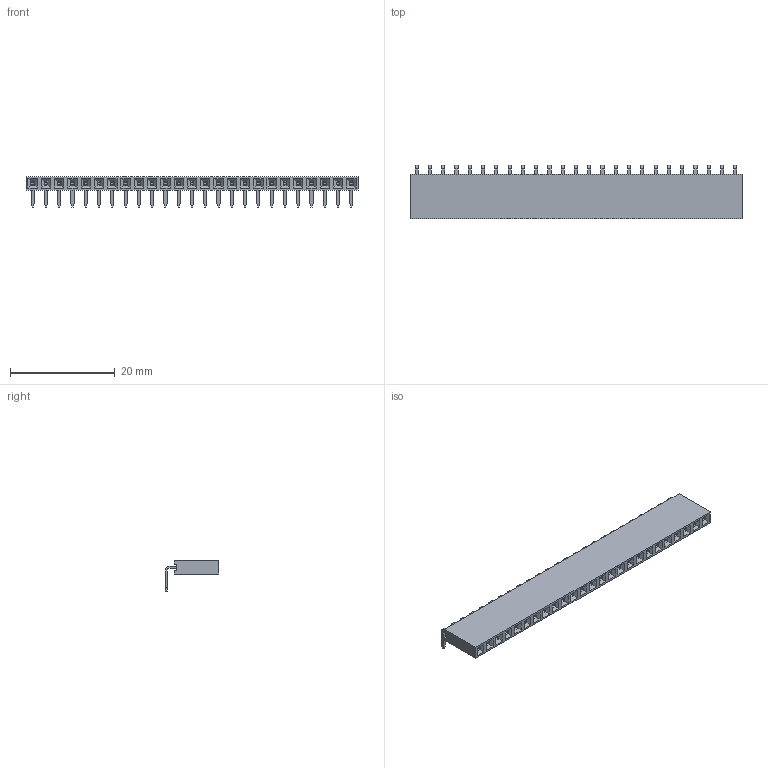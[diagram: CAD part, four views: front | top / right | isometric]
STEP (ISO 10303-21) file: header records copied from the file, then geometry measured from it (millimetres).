
FILE_DESCRIPTION(('STEP AP214'), '1');
FILE_NAME('PBS-R', '', ('UNSPECIFIED'), ('UNSPECIFIED'), 'ASCON STEP Converter 1.6', 'ASCON Math Kernel', '');
FILE_SCHEMA(('AUTOMOTIVE_DESIGN { 1 0 10303 214 3 1 1}'));
Length unit declared in the file: millimetre
Bounding box: 63.5 x 10.2 x 5.84 mm (x, y, z)
Volume: 1239.7 mm3; surface area: 2740.5 mm2
Topology: 1 solids, 1 shells, 1460 faces, 4024 edges, 2516 vertices
Faces by surface type: plane 1235, cylinder 225
Entity records: 57258 total; most frequent: ORIENTED_EDGE 8048, CARTESIAN_POINT 8001, DIRECTION 7496, EDGE_CURVE 4024, LINE 3474, VECTOR 3474, VERTEX_POINT 2516, AXIS2_PLACEMENT_3D 2011
